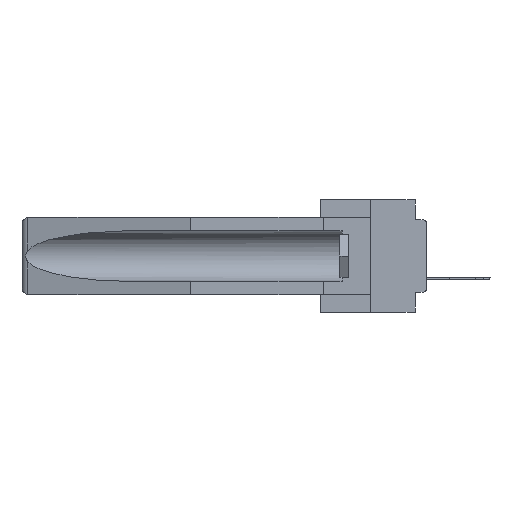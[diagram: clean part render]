
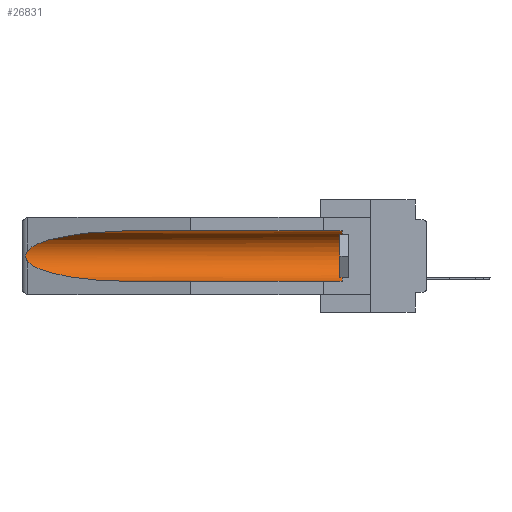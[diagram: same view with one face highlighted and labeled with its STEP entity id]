
A CAD part, left-side view. The second image highlights one B-rep face of the part: STEP entity #26831.
In plain terms, the highlighted cylindrical face has radius 2.857 mm (diameter 5.715 mm), a partial arc.
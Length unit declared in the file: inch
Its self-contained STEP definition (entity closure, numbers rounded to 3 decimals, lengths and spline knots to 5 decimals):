
#7 = VECTOR ( 'NONE', #21774, 39.37008 ) ;
#279 = CARTESIAN_POINT ( 'NONE',  ( 0.2673, 1.53269, -0.17917 ) ) ;
#574 = DIRECTION ( 'NONE',  ( 0., 1., 0. ) ) ;
#601 = CARTESIAN_POINT ( 'NONE',  ( 0.155, 1.07973, -0.059 ) ) ;
#1015 = B_SPLINE_CURVE_WITH_KNOTS ( 'NONE', 3,
 ( #28501, #14939, #19688, #3227, #28307, #17323, #279, #16958, #3762, #31074 ),
 .UNSPECIFIED., .F., .F.,
 ( 4, 2, 2, 2, 4 ),
 ( 0., 0.00029, 0.00058, 0.00087, 0.00117 ),
 .UNSPECIFIED. ) ;
#1705 = CARTESIAN_POINT ( 'NONE',  ( 0.155, 1.07973, -0.059 ) ) ;
#3227 = CARTESIAN_POINT ( 'NONE',  ( 0.2673, 1.5327, -0.16383 ) ) ;
#3651 = VERTEX_POINT ( 'NONE', #35884 ) ;
#3762 = CARTESIAN_POINT ( 'NONE',  ( 0.26597, 1.5296, -0.19026 ) ) ;
#3769 = EDGE_CURVE ( 'NONE', #33650, #3651, #22100, .T. ) ;
#5000 = CARTESIAN_POINT ( 'NONE',  ( 0.26537, 1.52718, -0.14972 ) ) ;
#5398 = VERTEX_POINT ( 'NONE', #8886 ) ;
#5707 = ORIENTED_EDGE ( 'NONE', *, *, #9578, .T. ) ;
#6076 = LINE ( 'NONE', #14515, #8944 ) ;
#8113 = EDGE_CURVE ( 'NONE', #31104, #5398, #31398, .T. ) ;
#8862 = VERTEX_POINT ( 'NONE', #29150 ) ;
#8886 = CARTESIAN_POINT ( 'NONE',  ( 0.26537, 1.52718, -0.14972 ) ) ;
#8944 = VECTOR ( 'NONE', #574, 39.37008 ) ;
#9578 = EDGE_CURVE ( 'NONE', #5398, #18523, #1015, .T. ) ;
#11449 = EDGE_CURVE ( 'NONE', #3651, #31104, #36095, .T. ) ;
#12859 = EDGE_CURVE ( 'NONE', #18523, #8862, #29993, .T. ) ;
#12879 = CARTESIAN_POINT ( 'NONE',  ( 0.25451, 1.48313, -0.09465 ) ) ;
#13359 = AXIS2_PLACEMENT_3D ( 'NONE', #33860, #34044, #31486 ) ;
#14228 = ORIENTED_EDGE ( 'NONE', *, *, #12859, .T. ) ;
#14515 = CARTESIAN_POINT ( 'NONE',  ( 0.155, -0.30754, -0.284 ) ) ;
#14939 = CARTESIAN_POINT ( 'NONE',  ( 0.26597, 1.52961, -0.15275 ) ) ;
#15526 = EDGE_CURVE ( 'NONE', #33650, #8862, #6076, .T. ) ;
#16958 = CARTESIAN_POINT ( 'NONE',  ( 0.26655, 1.53094, -0.18657 ) ) ;
#17323 = CARTESIAN_POINT ( 'NONE',  ( 0.2675, 1.53308, -0.17534 ) ) ;
#18300 = CARTESIAN_POINT ( 'NONE',  ( 0.26537, 1.52718, -0.19328 ) ) ;
#18523 = VERTEX_POINT ( 'NONE', #18300 ) ;
#19205 = DIRECTION ( 'NONE',  ( 0., 0., 1. ) ) ;
#19381 = CARTESIAN_POINT ( 'NONE',  ( 0.155, -0.30754, -0.1715 ) ) ;
#19567 = CARTESIAN_POINT ( 'NONE',  ( 0.25451, 1.48313, -0.24835 ) ) ;
#19688 = CARTESIAN_POINT ( 'NONE',  ( 0.26654, 1.53092, -0.15636 ) ) ;
#21106 = ORIENTED_EDGE ( 'NONE', *, *, #8113, .T. ) ;
#21774 = DIRECTION ( 'NONE',  ( 0., 1., 0. ) ) ;
#21957 = CARTESIAN_POINT ( 'NONE',  ( 0.155, -0.30754, -0.059 ) ) ;
#22100 = CIRCLE ( 'NONE', #13359, 0.1125 ) ;
#22132 = CYLINDRICAL_SURFACE ( 'NONE', #26624, 0.1125 ) ;
#22486 = EDGE_LOOP ( 'NONE', ( #21106, #5707, #14228, #27814, #28930, #27584 ) ) ;
#23369 = CARTESIAN_POINT ( 'NONE',  ( 0.155, 0.126, -0.284 ) ) ;
#24425 = CARTESIAN_POINT ( 'NONE',  ( 0.21114, 1.30732, -0.059 ) ) ;
#25997 = CARTESIAN_POINT ( 'NONE',  ( 0.26537, 1.52718, -0.19328 ) ) ;
#26624 = AXIS2_PLACEMENT_3D ( 'NONE', #19381, #30225, #19205 ) ;
#26831 = ADVANCED_FACE ( 'NONE', ( #32972 ), #22132, .F. ) ;
#27584 = ORIENTED_EDGE ( 'NONE', *, *, #11449, .T. ) ;
#27814 = ORIENTED_EDGE ( 'NONE', *, *, #15526, .F. ) ;
#28022 = CARTESIAN_POINT ( 'NONE',  ( 0.155, 1.07973, -0.284 ) ) ;
#28307 = CARTESIAN_POINT ( 'NONE',  ( 0.2675, 1.53308, -0.16763 ) ) ;
#28501 = CARTESIAN_POINT ( 'NONE',  ( 0.26537, 1.52718, -0.14972 ) ) ;
#28930 = ORIENTED_EDGE ( 'NONE', *, *, #3769, .T. ) ;
#29150 = CARTESIAN_POINT ( 'NONE',  ( 0.155, 1.07973, -0.284 ) ) ;
#29993 =( BOUNDED_CURVE ( )  B_SPLINE_CURVE ( 3, ( #25997, #19567, #30774, #28022 ),
 .UNSPECIFIED., .F., .F. ) 
 B_SPLINE_CURVE_WITH_KNOTS ( ( 4, 4 ),
 ( 0.1948, 1.5708 ),
 .UNSPECIFIED. ) 
 CURVE ( )  GEOMETRIC_REPRESENTATION_ITEM ( )  RATIONAL_B_SPLINE_CURVE ( ( 1., 0.848, 0.848, 1. ) ) 
 REPRESENTATION_ITEM ( '' )  );
#30225 = DIRECTION ( 'NONE',  ( 0., 1., 0. ) ) ;
#30774 = CARTESIAN_POINT ( 'NONE',  ( 0.21114, 1.30732, -0.284 ) ) ;
#31074 = CARTESIAN_POINT ( 'NONE',  ( 0.26537, 1.52718, -0.19328 ) ) ;
#31104 = VERTEX_POINT ( 'NONE', #601 ) ;
#31398 =( BOUNDED_CURVE ( )  B_SPLINE_CURVE ( 3, ( #1705, #24425, #12879, #5000 ),
 .UNSPECIFIED., .F., .T. ) 
 B_SPLINE_CURVE_WITH_KNOTS ( ( 4, 4 ),
 ( 4.71239, 6.08839 ),
 .UNSPECIFIED. ) 
 CURVE ( )  GEOMETRIC_REPRESENTATION_ITEM ( )  RATIONAL_B_SPLINE_CURVE ( ( 1., 0.848, 0.848, 1. ) ) 
 REPRESENTATION_ITEM ( '' )  );
#31486 = DIRECTION ( 'NONE',  ( 0., 0., 1. ) ) ;
#32972 = FACE_OUTER_BOUND ( 'NONE', #22486, .T. ) ;
#33650 = VERTEX_POINT ( 'NONE', #23369 ) ;
#33860 = CARTESIAN_POINT ( 'NONE',  ( 0.155, 0.126, -0.1715 ) ) ;
#34044 = DIRECTION ( 'NONE',  ( 0., -1., 0. ) ) ;
#35884 = CARTESIAN_POINT ( 'NONE',  ( 0.155, 0.126, -0.059 ) ) ;
#36095 = LINE ( 'NONE', #21957, #7 ) ;
